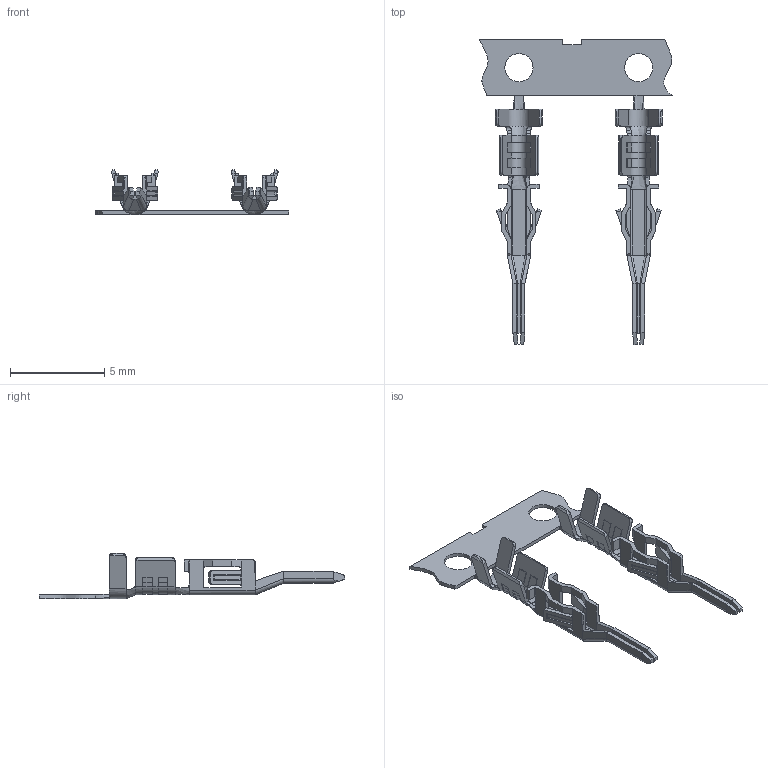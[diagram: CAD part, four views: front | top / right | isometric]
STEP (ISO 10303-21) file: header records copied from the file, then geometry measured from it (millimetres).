
FILE_DESCRIPTION( ( 'Unknown' ), '1' );
FILE_NAME( '662x0213722.stp', 'Unknown', ( 'Unknown' ), ( 'Unknown' ), 'PSStep 18.0.17', 'Unknown', ' ' );
FILE_SCHEMA( ( 'AUTOMOTIVE_DESIGN { 1 0 10303 214 1 1 1 1 }' ) );
Length unit declared in the file: millimetre
Products named in the file (2): Assem1; 662x0213722_DUAL
Assembly tree (1 placements, depth 2):
  Assem1
    662x0213722_DUAL
Bounding box: 10.29 x 16.2 x 2.4 mm (x, y, z)
Volume: 20 mm3; surface area: 237.6 mm2
Topology: 1 solids, 1 shells, 503 faces, 1406 edges, 897 vertices
Faces by surface type: plane 297, cylinder 146, bspline 58, extrusion 2
Full cylindrical faces by diameter (mm): 1.5 x2
Entity records: 22508 total; most frequent: CARTESIAN_POINT 6114, ORIENTED_EDGE 2808, DIRECTION 2230, EDGE_CURVE 1404, VERTEX_POINT 897, VECTOR 896, LINE 894, AXIS2_PLACEMENT_3D 667
